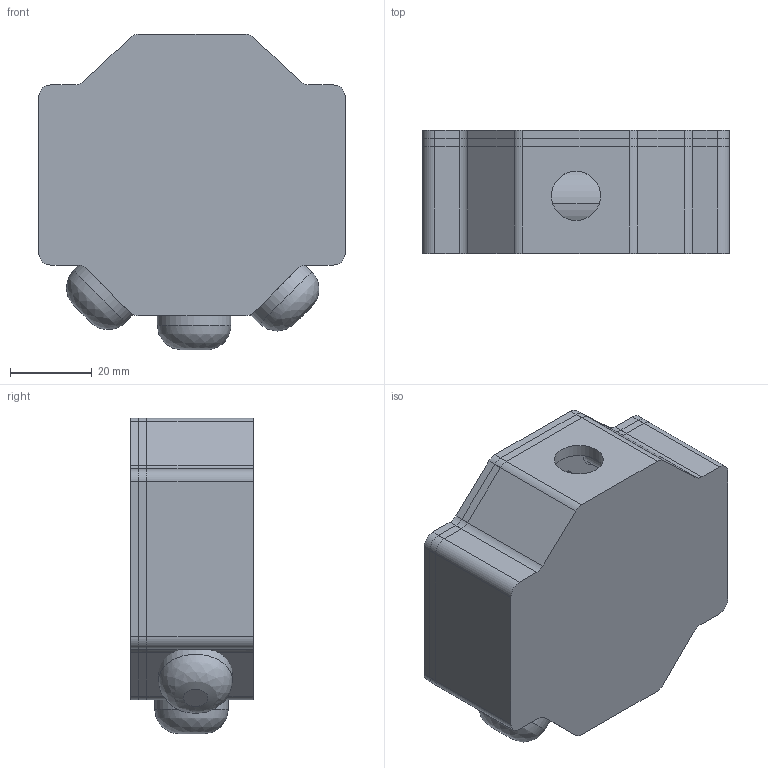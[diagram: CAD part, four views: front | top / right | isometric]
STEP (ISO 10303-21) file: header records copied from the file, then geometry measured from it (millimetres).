
FILE_DESCRIPTION(/* description */ (''),/* implementation_level */ '2;1');
FILE_NAME(/* name */ 'CME_encosure_02 v8.step',/* time_stamp */ '2018-11-03T14:00:44+01:00',/* author */ ('maarten.weyn'),/* organization */ (''),/* preprocessor_version */ 'ST-DEVELOPER v17.2',/* originating_system */ 'Autodesk Translation Framework v7.6.0.251',/* authorisation */ '');
FILE_SCHEMA (('AUTOMOTIVE_DESIGN { 1 0 10303 214 3 1 1 }'));
Length unit declared in the file: millimetre
Products named in the file (12): CME_encosure_02; box; Batteries; octa; lit; closing; button; button_1; button_2; Component10; closing2; lit (1)
Assembly tree (13 placements, depth 3):
  CME_encosure_02
    box
    Batteries
    octa
    lit
    closing
    button
      Component10
    button_1
      Component10
    button_2
      Component10
    closing2
    lit (1)
Bounding box: 75 x 30 x 77.13 mm (x, y, z)
Volume: 107862.9 mm3; surface area: 61061.1 mm2
Topology: 11 solids, 11 shells, 282 faces, 746 edges, 497 vertices
Faces by surface type: plane 165, cylinder 114, bspline 3
Full cylindrical faces by diameter (mm): 3 x8, 3.2 x4, 4 x4, 8 x2, 12 x7, 17.5 x3, 18 x4
Entity records: 9013 total; most frequent: CARTESIAN_POINT 1585, DIRECTION 1538, ORIENTED_EDGE 1460, EDGE_CURVE 730, AXIS2_PLACEMENT_3D 520, LINE 498, VECTOR 498, VERTEX_POINT 487
